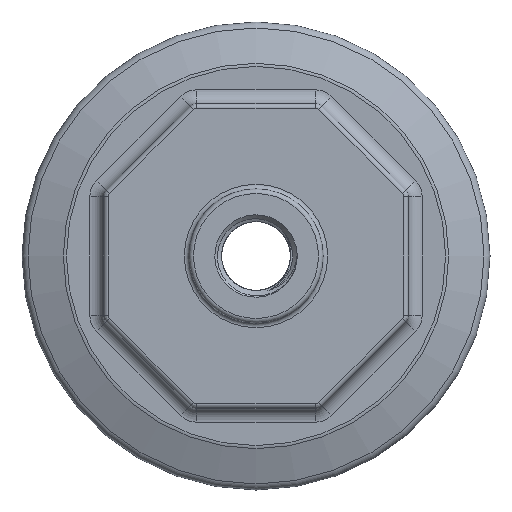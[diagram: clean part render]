
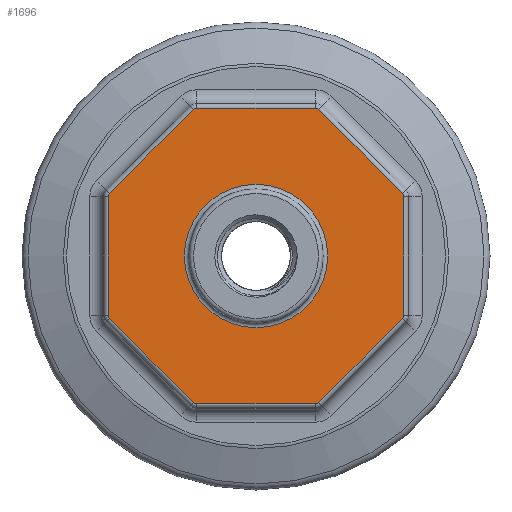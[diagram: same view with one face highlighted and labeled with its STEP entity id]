
A CAD part, left-side view. The second image highlights one B-rep face of the part: STEP entity #1696.
In plain terms, the highlighted planar face has unit normal (-1, 0, 0).
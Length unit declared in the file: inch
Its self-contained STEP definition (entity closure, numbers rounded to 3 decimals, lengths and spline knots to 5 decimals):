
#48=FACE_BOUND($,#320,.T.);
#49=FACE_BOUND($,#321,.T.);
#77=PLANE($,#1933);
#320=EDGE_LOOP($,(#1466));
#321=EDGE_LOOP($,(#1467,#1468,#1469,#1470,#1471,#1472,#1473,#1474,#1475,
#1476,#1477,#1478,#1479,#1480,#1481,#1482));
#428=LINE($,#2950,#524);
#429=LINE($,#2967,#525);
#430=LINE($,#2983,#526);
#432=LINE($,#3001,#528);
#434=LINE($,#3021,#530);
#436=LINE($,#3041,#532);
#438=LINE($,#3061,#534);
#439=LINE($,#3078,#535);
#524=VECTOR($,#2388,0.77872);
#525=VECTOR($,#2399,0.77872);
#526=VECTOR($,#2408,0.77872);
#528=VECTOR($,#2418,0.77872);
#530=VECTOR($,#2430,0.77872);
#532=VECTOR($,#2442,0.77872);
#534=VECTOR($,#2454,0.77872);
#535=VECTOR($,#2465,0.77872);
#645=CIRCLE($,#1896,0.03);
#648=CIRCLE($,#1900,0.03);
#651=CIRCLE($,#1904,0.03);
#655=CIRCLE($,#1909,0.03);
#659=CIRCLE($,#1914,0.03);
#663=CIRCLE($,#1919,0.03);
#667=CIRCLE($,#1924,0.03);
#669=CIRCLE($,#1927,0.03);
#670=CIRCLE($,#1934,0.47);
#786=VERTEX_POINT($,#2947);
#787=VERTEX_POINT($,#2949);
#788=VERTEX_POINT($,#2961);
#789=VERTEX_POINT($,#2965);
#790=VERTEX_POINT($,#2977);
#791=VERTEX_POINT($,#2981);
#792=VERTEX_POINT($,#2993);
#793=VERTEX_POINT($,#2997);
#795=VERTEX_POINT($,#3011);
#797=VERTEX_POINT($,#3017);
#799=VERTEX_POINT($,#3031);
#801=VERTEX_POINT($,#3037);
#803=VERTEX_POINT($,#3051);
#805=VERTEX_POINT($,#3057);
#807=VERTEX_POINT($,#3071);
#808=VERTEX_POINT($,#3076);
#809=VERTEX_POINT($,#3100);
#998=EDGE_CURVE($,#786,#787,#428,.T.);
#1001=EDGE_CURVE($,#787,#788,#645,.T.);
#1003=EDGE_CURVE($,#788,#789,#429,.T.);
#1005=EDGE_CURVE($,#789,#790,#648,.T.);
#1007=EDGE_CURVE($,#790,#791,#430,.T.);
#1009=EDGE_CURVE($,#791,#792,#651,.T.);
#1012=EDGE_CURVE($,#792,#793,#432,.T.);
#1015=EDGE_CURVE($,#793,#795,#655,.T.);
#1018=EDGE_CURVE($,#795,#797,#434,.T.);
#1021=EDGE_CURVE($,#797,#799,#659,.T.);
#1024=EDGE_CURVE($,#799,#801,#436,.T.);
#1027=EDGE_CURVE($,#801,#803,#663,.T.);
#1030=EDGE_CURVE($,#803,#805,#438,.T.);
#1033=EDGE_CURVE($,#805,#807,#667,.T.);
#1035=EDGE_CURVE($,#807,#808,#439,.T.);
#1036=EDGE_CURVE($,#808,#786,#669,.T.);
#1042=EDGE_CURVE($,#809,#809,#670,.T.);
#1466=ORIENTED_EDGE($,*,*,#1042,.F.);
#1467=ORIENTED_EDGE($,*,*,#998,.F.);
#1468=ORIENTED_EDGE($,*,*,#1036,.F.);
#1469=ORIENTED_EDGE($,*,*,#1035,.F.);
#1470=ORIENTED_EDGE($,*,*,#1033,.F.);
#1471=ORIENTED_EDGE($,*,*,#1030,.F.);
#1472=ORIENTED_EDGE($,*,*,#1027,.F.);
#1473=ORIENTED_EDGE($,*,*,#1024,.F.);
#1474=ORIENTED_EDGE($,*,*,#1021,.F.);
#1475=ORIENTED_EDGE($,*,*,#1018,.F.);
#1476=ORIENTED_EDGE($,*,*,#1015,.F.);
#1477=ORIENTED_EDGE($,*,*,#1012,.F.);
#1478=ORIENTED_EDGE($,*,*,#1009,.F.);
#1479=ORIENTED_EDGE($,*,*,#1007,.F.);
#1480=ORIENTED_EDGE($,*,*,#1005,.F.);
#1481=ORIENTED_EDGE($,*,*,#1003,.F.);
#1482=ORIENTED_EDGE($,*,*,#1001,.F.);
#1696=ADVANCED_FACE($,(#48,#49),#77,.T.);
#1896=AXIS2_PLACEMENT_3D($,#2963,#2393,#2394);
#1900=AXIS2_PLACEMENT_3D($,#2979,#2402,#2403);
#1904=AXIS2_PLACEMENT_3D($,#2995,#2411,#2412);
#1909=AXIS2_PLACEMENT_3D($,#3015,#2423,#2424);
#1914=AXIS2_PLACEMENT_3D($,#3035,#2435,#2436);
#1919=AXIS2_PLACEMENT_3D($,#3055,#2447,#2448);
#1924=AXIS2_PLACEMENT_3D($,#3074,#2459,#2460);
#1927=AXIS2_PLACEMENT_3D($,#3088,#2466,#2467);
#1933=AXIS2_PLACEMENT_3D($,#3099,#2483,#2484);
#1934=AXIS2_PLACEMENT_3D($,#3101,#2485,#2486);
#2388=DIRECTION($,(0.,1.,0.));
#2393=DIRECTION('center_axis',(1.,0.,0.));
#2394=DIRECTION('ref_axis',(0.,0.383,-0.924));
#2399=DIRECTION($,(0.,0.707,0.707));
#2402=DIRECTION('center_axis',(1.,0.,0.));
#2403=DIRECTION('ref_axis',(0.,0.924,-0.383));
#2408=DIRECTION($,(0.,0.,1.));
#2411=DIRECTION('center_axis',(1.,0.,0.));
#2412=DIRECTION('ref_axis',(0.,0.924,0.383));
#2418=DIRECTION($,(0.,-0.707,0.707));
#2423=DIRECTION('center_axis',(1.,0.,0.));
#2424=DIRECTION('ref_axis',(0.,0.383,0.924));
#2430=DIRECTION($,(0.,-1.,0.));
#2435=DIRECTION('center_axis',(1.,0.,0.));
#2436=DIRECTION('ref_axis',(0.,-0.383,0.924));
#2442=DIRECTION($,(0.,-0.707,-0.707));
#2447=DIRECTION('center_axis',(1.,0.,0.));
#2448=DIRECTION('ref_axis',(0.,-0.924,0.383));
#2454=DIRECTION($,(0.,0.,-1.));
#2459=DIRECTION('center_axis',(1.,0.,0.));
#2460=DIRECTION('ref_axis',(0.,-0.924,-0.383));
#2465=DIRECTION($,(0.,0.707,-0.707));
#2466=DIRECTION('center_axis',(1.,0.,0.));
#2467=DIRECTION('ref_axis',(0.,-0.383,-0.924));
#2483=DIRECTION('center_axis',(-1.,0.,0.));
#2484=DIRECTION('ref_axis',(0.,0.,1.));
#2485=DIRECTION('center_axis',(-1.,0.,0.));
#2486=DIRECTION('ref_axis',(0.,-1.,0.));
#2947=CARTESIAN_POINT('',(-0.75,-0.38936,-0.97));
#2949=CARTESIAN_POINT('',(-0.75,0.38936,-0.97));
#2950=CARTESIAN_POINT($,(-0.75,0.56711,-0.97));
#2961=CARTESIAN_POINT('',(-0.75,0.41057,-0.96121));
#2963=CARTESIAN_POINT('Origin',(-0.75,0.38936,-0.94));
#2965=CARTESIAN_POINT('',(-0.75,0.96121,-0.41057));
#2967=CARTESIAN_POINT($,(-0.75,1.01234,-0.35945));
#2977=CARTESIAN_POINT('',(-0.75,0.97,-0.38936));
#2979=CARTESIAN_POINT('Origin',(-0.75,0.94,-0.38936));
#2981=CARTESIAN_POINT('',(-0.75,0.97,0.38936));
#2983=CARTESIAN_POINT($,(-0.75,0.97,0.20711));
#2993=CARTESIAN_POINT('',(-0.75,0.96121,0.41057));
#2995=CARTESIAN_POINT('Origin',(-0.75,0.94,0.38936));
#2997=CARTESIAN_POINT('',(-0.75,0.41057,0.96121));
#3001=CARTESIAN_POINT($,(-0.75,0.71945,0.65234));
#3011=CARTESIAN_POINT('',(-0.75,0.38936,0.97));
#3015=CARTESIAN_POINT('Origin',(-0.75,0.38936,0.94));
#3017=CARTESIAN_POINT('',(-0.75,-0.38936,0.97));
#3021=CARTESIAN_POINT($,(-0.75,0.15289,0.97));
#3031=CARTESIAN_POINT('',(-0.75,-0.41057,0.96121));
#3035=CARTESIAN_POINT('Origin',(-0.75,-0.38936,0.94));
#3037=CARTESIAN_POINT('',(-0.75,-0.96121,0.41057));
#3041=CARTESIAN_POINT($,(-0.75,-0.65234,0.71945));
#3051=CARTESIAN_POINT('',(-0.75,-0.97,0.38936));
#3055=CARTESIAN_POINT('Origin',(-0.75,-0.94,0.38936));
#3057=CARTESIAN_POINT('',(-0.75,-0.97,-0.38936));
#3061=CARTESIAN_POINT($,(-0.75,-0.97,-0.20711));
#3071=CARTESIAN_POINT('',(-0.75,-0.96121,-0.41057));
#3074=CARTESIAN_POINT('Origin',(-0.75,-0.94,-0.38936));
#3076=CARTESIAN_POINT('',(-0.75,-0.41057,-0.96121));
#3078=CARTESIAN_POINT($,(-0.75,-0.35945,-1.01234));
#3088=CARTESIAN_POINT('Origin',(-0.75,-0.38936,-0.94));
#3099=CARTESIAN_POINT('Origin',(-0.75,0.72,0.));
#3100=CARTESIAN_POINT('',(-0.75,0.47,0.));
#3101=CARTESIAN_POINT('Origin',(-0.75,0.,0.));
